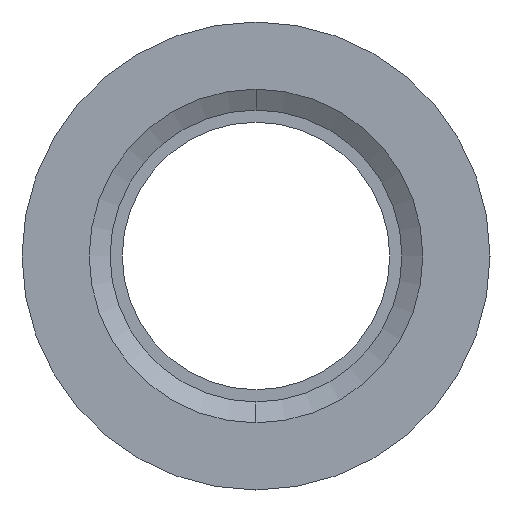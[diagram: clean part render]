
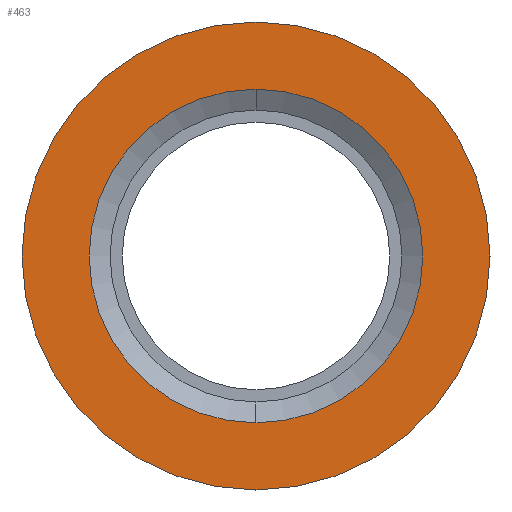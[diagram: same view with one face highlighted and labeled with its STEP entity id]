
A CAD part, left-side view. The second image highlights one B-rep face of the part: STEP entity #463.
In plain terms, the highlighted planar face has unit normal (-1, 0, 0).
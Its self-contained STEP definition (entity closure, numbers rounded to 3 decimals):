
#11 = DIRECTION ( 'NONE',  ( 1., 0., 0. ) ) ;
#18 = DIRECTION ( 'NONE',  ( 1., 0., 0. ) ) ;
#27 = AXIS2_PLACEMENT_3D ( 'NONE', #222, #88, #880 ) ;
#49 = EDGE_CURVE ( 'NONE', #238, #393, #230, .T. ) ;
#88 = DIRECTION ( 'NONE',  ( 1., 0., 0. ) ) ;
#117 = EDGE_CURVE ( 'NONE', #494, #703, #340, .T. ) ;
#149 = CARTESIAN_POINT ( 'NONE',  ( -15.48, 0., 0. ) ) ;
#164 = CARTESIAN_POINT ( 'NONE',  ( -15.48, 0., 0. ) ) ;
#184 = AXIS2_PLACEMENT_3D ( 'NONE', #164, #385, #581 ) ;
#222 = CARTESIAN_POINT ( 'NONE',  ( -15.48, 0., 0. ) ) ;
#230 = CIRCLE ( 'NONE', #598, 19.963 ) ;
#238 = VERTEX_POINT ( 'NONE', #323 ) ;
#250 = ORIENTED_EDGE ( 'NONE', *, *, #49, .T. ) ;
#282 = EDGE_LOOP ( 'NONE', ( #322, #250 ) ) ;
#303 = PLANE ( 'NONE',  #390 ) ;
#308 = CARTESIAN_POINT ( 'NONE',  ( -15.48, 0., -28. ) ) ;
#320 = DIRECTION ( 'NONE',  ( 0., 0., -1. ) ) ;
#322 = ORIENTED_EDGE ( 'NONE', *, *, #566, .T. ) ;
#323 = CARTESIAN_POINT ( 'NONE',  ( -15.48, 0., -19.963 ) ) ;
#340 = CIRCLE ( 'NONE', #763, 28. ) ;
#385 = DIRECTION ( 'NONE',  ( -1., 0., 0. ) ) ;
#390 = AXIS2_PLACEMENT_3D ( 'NONE', #308, #11, #799 ) ;
#393 = VERTEX_POINT ( 'NONE', #701 ) ;
#447 = CIRCLE ( 'NONE', #184, 28. ) ;
#458 = EDGE_CURVE ( 'NONE', #703, #494, #447, .T. ) ;
#463 = ADVANCED_FACE ( 'NONE', ( #677, #511 ), #303, .F. ) ;
#468 = ORIENTED_EDGE ( 'NONE', *, *, #458, .T. ) ;
#484 = EDGE_LOOP ( 'NONE', ( #681, #468 ) ) ;
#494 = VERTEX_POINT ( 'NONE', #810 ) ;
#511 = FACE_OUTER_BOUND ( 'NONE', #484, .T. ) ;
#524 = DIRECTION ( 'NONE',  ( 0., 0., 1. ) ) ;
#566 = EDGE_CURVE ( 'NONE', #393, #238, #856, .T. ) ;
#581 = DIRECTION ( 'NONE',  ( 0., 0., 1. ) ) ;
#598 = AXIS2_PLACEMENT_3D ( 'NONE', #817, #18, #320 ) ;
#677 = FACE_BOUND ( 'NONE', #282, .T. ) ;
#681 = ORIENTED_EDGE ( 'NONE', *, *, #117, .T. ) ;
#701 = CARTESIAN_POINT ( 'NONE',  ( -15.48, 0., 19.963 ) ) ;
#703 = VERTEX_POINT ( 'NONE', #909 ) ;
#763 = AXIS2_PLACEMENT_3D ( 'NONE', #149, #894, #524 ) ;
#799 = DIRECTION ( 'NONE',  ( 0., 0., -1. ) ) ;
#810 = CARTESIAN_POINT ( 'NONE',  ( -15.48, 0., 28. ) ) ;
#817 = CARTESIAN_POINT ( 'NONE',  ( -15.48, 0., 0. ) ) ;
#856 = CIRCLE ( 'NONE', #27, 19.963 ) ;
#880 = DIRECTION ( 'NONE',  ( 0., 0., -1. ) ) ;
#894 = DIRECTION ( 'NONE',  ( -1., 0., 0. ) ) ;
#909 = CARTESIAN_POINT ( 'NONE',  ( -15.48, 0., -28. ) ) ;
